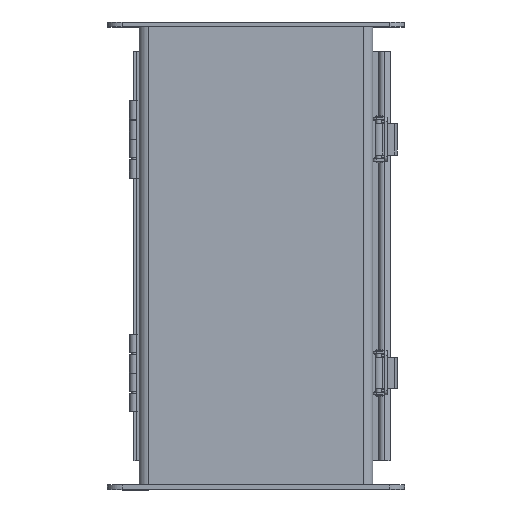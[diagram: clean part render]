
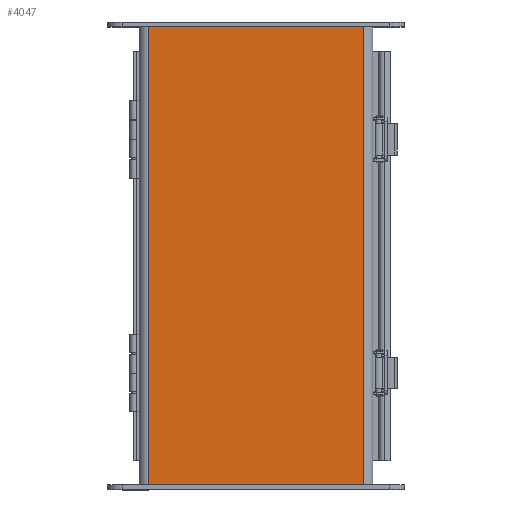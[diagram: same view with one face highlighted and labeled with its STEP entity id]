
A CAD part, top view. The second image highlights one B-rep face of the part: STEP entity #4047.
In plain terms, the highlighted planar face has unit normal (0, 0, 1).
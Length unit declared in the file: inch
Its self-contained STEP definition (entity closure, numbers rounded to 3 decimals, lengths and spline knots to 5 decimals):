
#225=PLANE('',#4324);
#387=FACE_OUTER_BOUND('',#613,.T.);
#613=EDGE_LOOP('',(#2862,#2863,#2864,#2865));
#1081=LINE('',#6048,#1469);
#1086=LINE('',#6066,#1474);
#1090=LINE('',#6080,#1478);
#1092=LINE('',#6083,#1480);
#1469=VECTOR('',#4813,12.);
#1474=VECTOR('',#4836,12.);
#1478=VECTOR('',#4856,5.5395);
#1480=VECTOR('',#4860,5.5395);
#1842=VERTEX_POINT('',#6045);
#1843=VERTEX_POINT('',#6047);
#1846=VERTEX_POINT('',#6063);
#1847=VERTEX_POINT('',#6065);
#2230=EDGE_CURVE('',#1843,#1842,#1081,.T.);
#2239=EDGE_CURVE('',#1847,#1846,#1086,.T.);
#2246=EDGE_CURVE('',#1843,#1846,#1090,.T.);
#2248=EDGE_CURVE('',#1847,#1842,#1092,.T.);
#2862=ORIENTED_EDGE('',*,*,#2230,.T.);
#2863=ORIENTED_EDGE('',*,*,#2248,.F.);
#2864=ORIENTED_EDGE('',*,*,#2239,.T.);
#2865=ORIENTED_EDGE('',*,*,#2246,.F.);
#4047=ADVANCED_FACE('',(#387),#225,.T.);
#4324=AXIS2_PLACEMENT_3D('',#6082,#4858,#4859);
#4813=DIRECTION('',(0.,-1.,0.));
#4836=DIRECTION('',(0.,1.,0.));
#4856=DIRECTION('',(1.,0.,0.));
#4858=DIRECTION('center_axis',(0.,0.,1.));
#4859=DIRECTION('ref_axis',(1.,0.,0.));
#4860=DIRECTION('',(-1.,0.,0.));
#6045=CARTESIAN_POINT('',(-2.76975,-6.,0.074));
#6047=CARTESIAN_POINT('',(-2.76975,6.,0.074));
#6048=CARTESIAN_POINT('',(-2.76975,3.,0.074));
#6063=CARTESIAN_POINT('',(2.76975,6.,0.074));
#6065=CARTESIAN_POINT('',(2.76975,-6.,0.074));
#6066=CARTESIAN_POINT('',(2.76975,-3.,0.074));
#6080=CARTESIAN_POINT('',(3.,6.,0.074));
#6082=CARTESIAN_POINT('Origin',(0.,0.,
0.074));
#6083=CARTESIAN_POINT('',(-3.,-6.,0.074));
